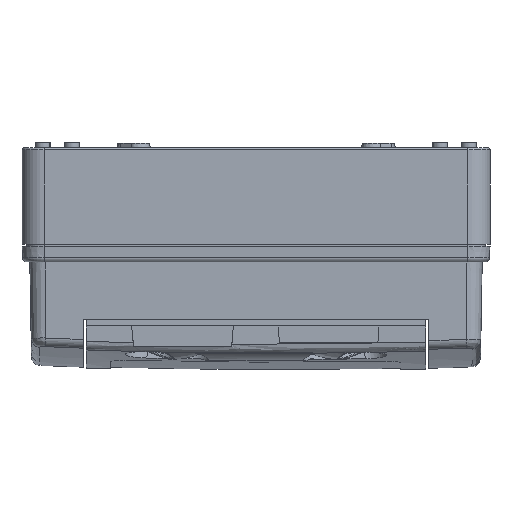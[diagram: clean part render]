
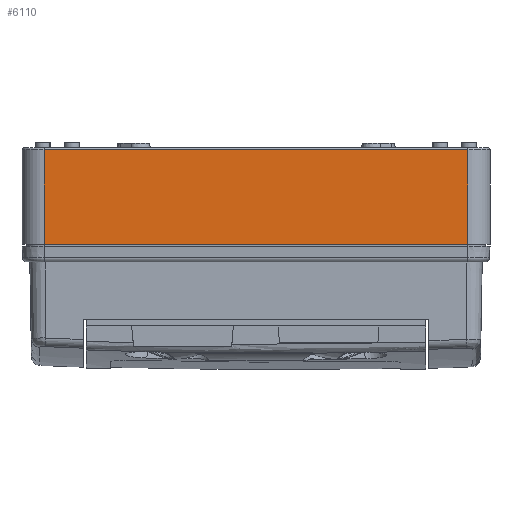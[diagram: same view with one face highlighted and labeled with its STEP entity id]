
A CAD part, left-side view. The second image highlights one B-rep face of the part: STEP entity #6110.
In plain terms, the highlighted planar face has unit normal (-1, 0, 0).
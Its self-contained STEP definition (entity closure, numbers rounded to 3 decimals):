
#210=DIRECTION('',(0.,-1.,0.));
#211=VECTOR('',#210,190.);
#212=CARTESIAN_POINT('',(-107.,95.,-1.));
#213=LINE('',#212,#211);
#214=DIRECTION('',(0.,0.,-1.));
#215=VECTOR('',#214,42.3);
#216=CARTESIAN_POINT('',(-107.,95.,-1.));
#217=LINE('',#216,#215);
#223=DIRECTION('',(0.,0.,-1.));
#224=VECTOR('',#223,42.3);
#225=CARTESIAN_POINT('',(-107.,-95.,-1.));
#226=LINE('',#225,#224);
#301=DIRECTION('',(0.,-1.,0.));
#302=VECTOR('',#301,190.);
#303=CARTESIAN_POINT('',(-107.,95.,-43.3));
#304=LINE('',#303,#302);
#4954=CARTESIAN_POINT('',(-107.,95.,-43.3));
#4955=VERTEX_POINT('',#4954);
#4956=CARTESIAN_POINT('',(-107.,-95.,-43.3));
#4957=VERTEX_POINT('',#4956);
#5526=CARTESIAN_POINT('',(-107.,-95.,-1.));
#5528=VERTEX_POINT('',#5526);
#5552=CARTESIAN_POINT('',(-107.,95.,-1.));
#5553=VERTEX_POINT('',#5552);
#6096=CARTESIAN_POINT('',(-107.,95.,0.));
#6097=DIRECTION('',(-1.,0.,0.));
#6098=DIRECTION('',(0.,-1.,0.));
#6099=AXIS2_PLACEMENT_3D('',#6096,#6097,#6098);
#6100=PLANE('',#6099);
#6101=ORIENTED_EDGE('',*,*,#6090,.T.);
#6103=ORIENTED_EDGE('',*,*,#6102,.T.);
#6105=ORIENTED_EDGE('',*,*,#6104,.F.);
#6107=ORIENTED_EDGE('',*,*,#6106,.F.);
#6108=EDGE_LOOP('',(#6101,#6103,#6105,#6107));
#6109=FACE_OUTER_BOUND('',#6108,.F.);
#6110=ADVANCED_FACE('',(#6109),#6100,.T.);
#6090=EDGE_CURVE('',#5553,#5528,#213,.T.);
#6102=EDGE_CURVE('',#5528,#4957,#226,.T.);
#6104=EDGE_CURVE('',#4955,#4957,#304,.T.);
#6106=EDGE_CURVE('',#5553,#4955,#217,.T.);
